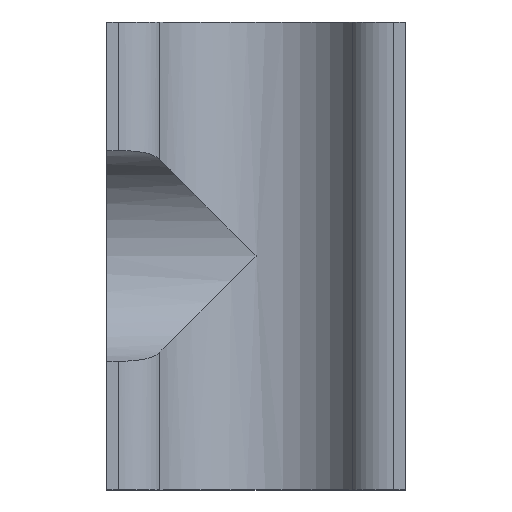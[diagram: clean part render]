
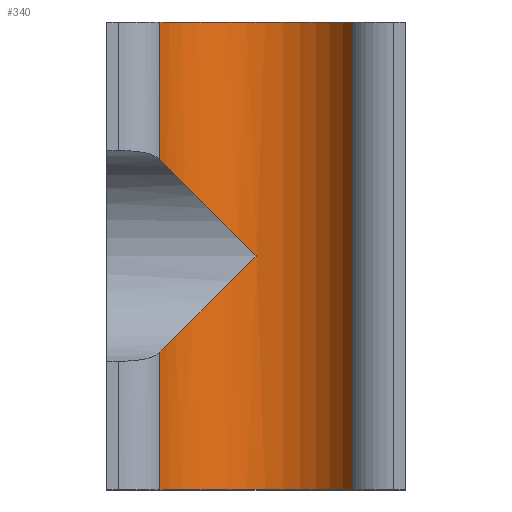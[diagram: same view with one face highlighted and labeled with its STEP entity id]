
A CAD part, top view. The second image highlights one B-rep face of the part: STEP entity #340.
In plain terms, the highlighted cylindrical face has radius 14.653 mm (diameter 29.305 mm), a partial arc.
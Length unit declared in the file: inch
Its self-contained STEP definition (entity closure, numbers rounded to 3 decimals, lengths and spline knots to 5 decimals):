
#18=ELLIPSE('',#391,0.81582,0.57688);
#19=ELLIPSE('',#392,0.81582,0.57688);
#20=ELLIPSE('',#395,0.81582,0.57688);
#21=ELLIPSE('',#396,0.81582,0.57688);
#52=FACE_OUTER_BOUND('',#72,.T.);
#72=EDGE_LOOP('',(#291,#292,#293,#294,#295,#296,#297,#298,#299,#300));
#81=LINE('',#530,#108);
#91=LINE('',#578,#118);
#99=LINE('',#598,#126);
#103=LINE('',#613,#130);
#108=VECTOR('',#433,0.3937);
#118=VECTOR('',#455,0.3937);
#126=VECTOR('',#473,0.3937);
#130=VECTOR('',#493,0.3937);
#140=CIRCLE('',#379,0.57688);
#142=CIRCLE('',#385,0.57688);
#152=VERTEX_POINT('',#527);
#153=VERTEX_POINT('',#529);
#160=VERTEX_POINT('',#554);
#162=VERTEX_POINT('',#562);
#165=VERTEX_POINT('',#567);
#168=VERTEX_POINT('',#586);
#173=VERTEX_POINT('',#605);
#174=VERTEX_POINT('',#610);
#175=VERTEX_POINT('',#612);
#186=EDGE_CURVE('',#152,#153,#81,.T.);
#195=EDGE_CURVE('',#160,#152,#140,.T.);
#201=EDGE_CURVE('',#165,#162,#91,.T.);
#205=EDGE_CURVE('',#162,#168,#142,.T.);
#211=EDGE_CURVE('',#168,#160,#99,.T.);
#215=EDGE_CURVE('',#173,#153,#18,.T.);
#216=EDGE_CURVE('',#165,#173,#19,.T.);
#218=EDGE_CURVE('',#174,#173,#20,.T.);
#219=EDGE_CURVE('',#175,#174,#103,.T.);
#220=EDGE_CURVE('',#173,#175,#21,.T.);
#291=ORIENTED_EDGE('',*,*,#186,.F.);
#292=ORIENTED_EDGE('',*,*,#195,.F.);
#293=ORIENTED_EDGE('',*,*,#211,.F.);
#294=ORIENTED_EDGE('',*,*,#205,.F.);
#295=ORIENTED_EDGE('',*,*,#201,.F.);
#296=ORIENTED_EDGE('',*,*,#216,.T.);
#297=ORIENTED_EDGE('',*,*,#220,.T.);
#298=ORIENTED_EDGE('',*,*,#219,.T.);
#299=ORIENTED_EDGE('',*,*,#218,.T.);
#300=ORIENTED_EDGE('',*,*,#215,.T.);
#322=CYLINDRICAL_SURFACE('',#397,0.57688);
#340=ADVANCED_FACE('',(#52),#322,.F.);
#379=AXIS2_PLACEMENT_3D('',#556,#444,#445);
#385=AXIS2_PLACEMENT_3D('',#587,#463,#464);
#391=AXIS2_PLACEMENT_3D('',#606,#483,#484);
#392=AXIS2_PLACEMENT_3D('',#607,#485,#486);
#395=AXIS2_PLACEMENT_3D('',#611,#491,#492);
#396=AXIS2_PLACEMENT_3D('',#614,#494,#495);
#397=AXIS2_PLACEMENT_3D('',#615,#496,#497);
#433=DIRECTION('',(0.,1.,0.));
#444=DIRECTION('center_axis',(0.,1.,0.));
#445=DIRECTION('ref_axis',(1.,0.,0.));
#455=DIRECTION('',(0.,1.,0.));
#463=DIRECTION('center_axis',(0.,-1.,0.));
#464=DIRECTION('ref_axis',(1.,0.,0.));
#473=DIRECTION('',(0.,-1.,0.));
#483=DIRECTION('center_axis',(-0.707,0.707,0.));
#484=DIRECTION('ref_axis',(0.707,0.707,0.));
#485=DIRECTION('center_axis',(-0.707,-0.707,0.));
#486=DIRECTION('ref_axis',(-0.707,0.707,0.));
#491=DIRECTION('center_axis',(0.707,0.707,0.));
#492=DIRECTION('ref_axis',(-0.707,0.707,0.));
#493=DIRECTION('',(0.,-1.,0.));
#494=DIRECTION('center_axis',(0.707,-0.707,0.));
#495=DIRECTION('ref_axis',(0.707,0.707,0.));
#496=DIRECTION('center_axis',(0.,1.,0.));
#497=DIRECTION('ref_axis',(1.,0.,0.));
#527=CARTESIAN_POINT('',(-0.51414,-1.25,-0.26162));
#529=CARTESIAN_POINT('',(-0.51414,-0.51414,-0.26162));
#530=CARTESIAN_POINT('',(-0.51414,0.,-0.26162));
#554=CARTESIAN_POINT('',(0.51414,-1.25,-0.26162));
#556=CARTESIAN_POINT('Origin',(0.,-1.25,0.));
#562=CARTESIAN_POINT('',(-0.51414,1.25,-0.26162));
#567=CARTESIAN_POINT('',(-0.51414,0.51414,-0.26162));
#578=CARTESIAN_POINT('',(-0.51414,0.,-0.26162));
#586=CARTESIAN_POINT('',(0.51414,1.25,-0.26162));
#587=CARTESIAN_POINT('Origin',(0.,1.25,0.));
#598=CARTESIAN_POINT('',(0.51414,0.,-0.26162));
#605=CARTESIAN_POINT('',(0.,0.,-0.57688));
#606=CARTESIAN_POINT('Origin',(0.,0.,0.));
#607=CARTESIAN_POINT('Origin',(0.,0.,0.));
#610=CARTESIAN_POINT('',(0.00312,-0.00312,-0.57687));
#611=CARTESIAN_POINT('Origin',(0.,0.,0.));
#612=CARTESIAN_POINT('',(0.00312,0.00312,-0.57687));
#613=CARTESIAN_POINT('',(0.00312,0.,-0.57687));
#614=CARTESIAN_POINT('Origin',(0.,0.,0.));
#615=CARTESIAN_POINT('Origin',(0.,0.,0.));
